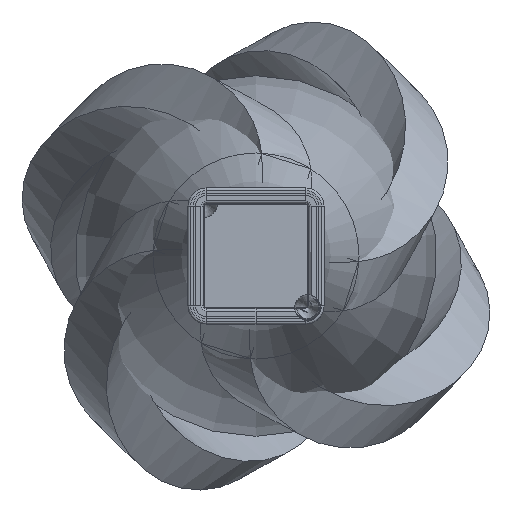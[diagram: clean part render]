
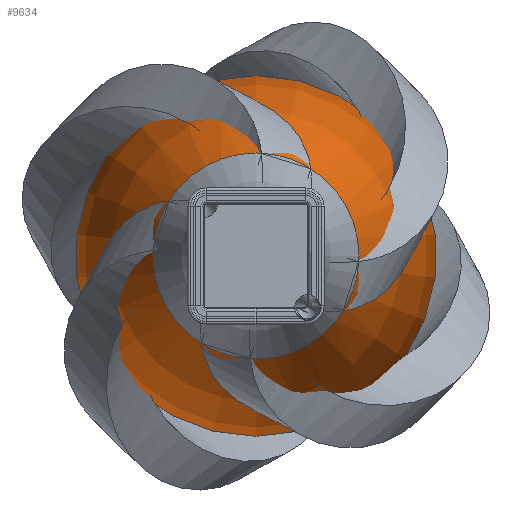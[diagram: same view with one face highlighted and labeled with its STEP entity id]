
A CAD part, front view. The second image highlights one B-rep face of the part: STEP entity #9634.
In plain terms, the highlighted toroidal (fillet/blend) face has major radius 92.5 mm and minor radius 127.5 mm.
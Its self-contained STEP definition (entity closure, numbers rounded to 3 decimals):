
#2959 = DIRECTION ( 'NONE',  ( 0., 0., -1. ) ) ;
#3096 = CARTESIAN_POINT ( 'NONE',  ( 0., 60., 0. ) ) ;
#5447 = CIRCLE ( 'NONE', #24333, 20. ) ;
#6309 = CARTESIAN_POINT ( 'NONE',  ( 0., -60., -20. ) ) ;
#6377 = VERTEX_POINT ( 'NONE', #20898 ) ;
#7695 = EDGE_LOOP ( 'NONE', ( #22387 ) ) ;
#9269 = DIRECTION ( 'NONE',  ( 0., -1., 0. ) ) ;
#9329 = DIRECTION ( 'NONE',  ( 0., -1., 0. ) ) ;
#9634 = ADVANCED_FACE ( 'NONE', ( #16590, #26027 ), #11018, .T. ) ;
#11018 = TOROIDAL_SURFACE ( 'NONE', #16125, -92.5, 127.5 ) ;
#11377 = EDGE_CURVE ( 'NONE', #6377, #6377, #5447, .T. ) ;
#13522 = DIRECTION ( 'NONE',  ( 0., 0., -1. ) ) ;
#14722 = EDGE_CURVE ( 'NONE', #22383, #22383, #26478, .T. ) ;
#15662 = DIRECTION ( 'NONE',  ( 0., 0., -1. ) ) ;
#16125 = AXIS2_PLACEMENT_3D ( 'NONE', #21554, #9329, #2959 ) ;
#16590 = FACE_OUTER_BOUND ( 'NONE', #23062, .T. ) ;
#17119 = ORIENTED_EDGE ( 'NONE', *, *, #11377, .T. ) ;
#19940 = CARTESIAN_POINT ( 'NONE',  ( 0., -60., 0. ) ) ;
#20898 = CARTESIAN_POINT ( 'NONE',  ( 0., 60., -20. ) ) ;
#21554 = CARTESIAN_POINT ( 'NONE',  ( 0., 0., 0. ) ) ;
#22383 = VERTEX_POINT ( 'NONE', #6309 ) ;
#22387 = ORIENTED_EDGE ( 'NONE', *, *, #14722, .F. ) ;
#23062 = EDGE_LOOP ( 'NONE', ( #17119 ) ) ;
#23829 = DIRECTION ( 'NONE',  ( 0., -1., 0. ) ) ;
#24333 = AXIS2_PLACEMENT_3D ( 'NONE', #3096, #9269, #15662 ) ;
#25727 = AXIS2_PLACEMENT_3D ( 'NONE', #19940, #23829, #13522 ) ;
#26027 = FACE_OUTER_BOUND ( 'NONE', #7695, .T. ) ;
#26478 = CIRCLE ( 'NONE', #25727, 20. ) ;
